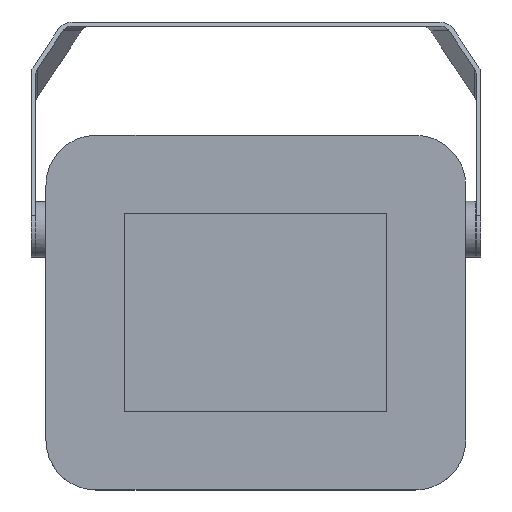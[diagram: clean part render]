
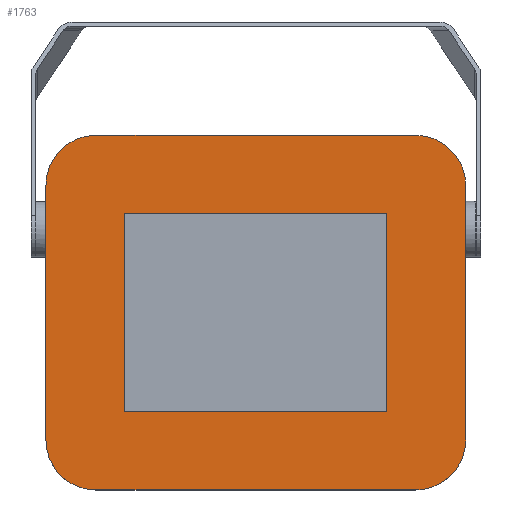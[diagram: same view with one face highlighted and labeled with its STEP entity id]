
A CAD part, top view. The second image highlights one B-rep face of the part: STEP entity #1763.
In plain terms, the highlighted planar face has unit normal (0, 0, 1).
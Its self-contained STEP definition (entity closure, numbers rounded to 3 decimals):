
#29 = AXIS2_PLACEMENT_3D ( 'NONE', #485, #99, #914 ) ;
#79 = VERTEX_POINT ( 'NONE', #519 ) ;
#99 = DIRECTION ( 'NONE',  ( 0., 0., 1. ) ) ;
#127 = DIRECTION ( 'NONE',  ( 0., 1., 0. ) ) ;
#169 = CARTESIAN_POINT ( 'NONE',  ( -297.759, -29.715, 148.765 ) ) ;
#178 = DIRECTION ( 'NONE',  ( 1., 0., 0. ) ) ;
#219 = DIRECTION ( 'NONE',  ( 1., 0., 0. ) ) ;
#242 = VERTEX_POINT ( 'NONE', #2496 ) ;
#281 = DIRECTION ( 'NONE',  ( 0., 0., 1. ) ) ;
#337 = LINE ( 'NONE', #990, #2679 ) ;
#353 = ORIENTED_EDGE ( 'NONE', *, *, #1545, .T. ) ;
#386 = LINE ( 'NONE', #2044, #1554 ) ;
#392 = ORIENTED_EDGE ( 'NONE', *, *, #2457, .T. ) ;
#398 = CARTESIAN_POINT ( 'NONE',  ( -205.259, -42.215, 148.765 ) ) ;
#399 = EDGE_CURVE ( 'NONE', #1822, #2269, #1596, .T. ) ;
#409 = DIRECTION ( 'NONE',  ( 0., 0., 1. ) ) ;
#418 = VECTOR ( 'NONE', #472, 1000. ) ;
#472 = DIRECTION ( 'NONE',  ( -1., 0., 0. ) ) ;
#485 = CARTESIAN_POINT ( 'NONE',  ( -217.759, 33.985, 148.765 ) ) ;
#519 = CARTESIAN_POINT ( 'NONE',  ( -217.759, -42.215, 148.765 ) ) ;
#557 = FACE_OUTER_BOUND ( 'NONE', #1325, .T. ) ;
#660 = EDGE_CURVE ( 'NONE', #2269, #2451, #2562, .T. ) ;
#681 = VECTOR ( 'NONE', #1354, 1000. ) ;
#736 = LINE ( 'NONE', #1395, #1456 ) ;
#764 = CARTESIAN_POINT ( 'NONE',  ( -205.259, -29.715, 148.765 ) ) ;
#781 = VERTEX_POINT ( 'NONE', #2027 ) ;
#795 = LINE ( 'NONE', #1620, #1133 ) ;
#819 = CARTESIAN_POINT ( 'NONE',  ( -310.259, 33.985, 148.765 ) ) ;
#846 = CARTESIAN_POINT ( 'NONE',  ( -290.559, 26.935, 148.765 ) ) ;
#906 = VERTEX_POINT ( 'NONE', #846 ) ;
#907 = EDGE_LOOP ( 'NONE', ( #1645, #1254, #1753, #1924 ) ) ;
#914 = DIRECTION ( 'NONE',  ( 1., 0., 0. ) ) ;
#961 = CARTESIAN_POINT ( 'NONE',  ( -290.559, -22.665, 148.765 ) ) ;
#969 = EDGE_CURVE ( 'NONE', #2451, #2000, #2129, .T. ) ;
#971 = VECTOR ( 'NONE', #219, 1000. ) ;
#990 = CARTESIAN_POINT ( 'NONE',  ( -290.559, -22.665, 148.765 ) ) ;
#1011 = LINE ( 'NONE', #1685, #2072 ) ;
#1051 = AXIS2_PLACEMENT_3D ( 'NONE', #1991, #1783, #2607 ) ;
#1069 = ORIENTED_EDGE ( 'NONE', *, *, #399, .T. ) ;
#1103 = DIRECTION ( 'NONE',  ( 1., 0., 0. ) ) ;
#1133 = VECTOR ( 'NONE', #2246, 1000. ) ;
#1140 = PLANE ( 'NONE',  #1051 ) ;
#1171 = LINE ( 'NONE', #2621, #681 ) ;
#1216 = DIRECTION ( 'NONE',  ( 0., 1., 0. ) ) ;
#1239 = CARTESIAN_POINT ( 'NONE',  ( -297.759, 33.985, 148.765 ) ) ;
#1254 = ORIENTED_EDGE ( 'NONE', *, *, #1472, .T. ) ;
#1313 = CARTESIAN_POINT ( 'NONE',  ( -217.759, 46.485, 148.765 ) ) ;
#1324 = AXIS2_PLACEMENT_3D ( 'NONE', #1332, #281, #1103 ) ;
#1325 = EDGE_LOOP ( 'NONE', ( #392, #1069, #2081, #1483, #1689, #1984, #353, #1643 ) ) ;
#1332 = CARTESIAN_POINT ( 'NONE',  ( -217.759, -29.715, 148.765 ) ) ;
#1354 = DIRECTION ( 'NONE',  ( 0., -1., 0. ) ) ;
#1395 = CARTESIAN_POINT ( 'NONE',  ( -205.259, -42.215, 148.765 ) ) ;
#1456 = VECTOR ( 'NONE', #127, 1000. ) ;
#1472 = EDGE_CURVE ( 'NONE', #2421, #906, #337, .T. ) ;
#1478 = LINE ( 'NONE', #398, #971 ) ;
#1483 = ORIENTED_EDGE ( 'NONE', *, *, #969, .T. ) ;
#1485 = EDGE_CURVE ( 'NONE', #2384, #242, #2282, .T. ) ;
#1528 = CARTESIAN_POINT ( 'NONE',  ( -205.259, 46.485, 148.765 ) ) ;
#1545 = EDGE_CURVE ( 'NONE', #242, #79, #1478, .T. ) ;
#1554 = VECTOR ( 'NONE', #1661, 1000. ) ;
#1596 = CIRCLE ( 'NONE', #29, 12.5 ) ;
#1609 = CARTESIAN_POINT ( 'NONE',  ( -297.759, 46.485, 148.765 ) ) ;
#1620 = CARTESIAN_POINT ( 'NONE',  ( -290.559, 26.935, 148.765 ) ) ;
#1628 = EDGE_CURVE ( 'NONE', #79, #2278, #1751, .T. ) ;
#1643 = ORIENTED_EDGE ( 'NONE', *, *, #1628, .T. ) ;
#1645 = ORIENTED_EDGE ( 'NONE', *, *, #2173, .F. ) ;
#1661 = DIRECTION ( 'NONE',  ( 1., 0., 0. ) ) ;
#1685 = CARTESIAN_POINT ( 'NONE',  ( -224.959, -22.665, 148.765 ) ) ;
#1689 = ORIENTED_EDGE ( 'NONE', *, *, #2430, .T. ) ;
#1751 = CIRCLE ( 'NONE', #1324, 12.5 ) ;
#1753 = ORIENTED_EDGE ( 'NONE', *, *, #1811, .T. ) ;
#1763 = ADVANCED_FACE ( 'NONE', ( #557, #2228 ), #1140, .T. ) ;
#1783 = DIRECTION ( 'NONE',  ( 0., 0., 1. ) ) ;
#1811 = EDGE_CURVE ( 'NONE', #906, #781, #795, .T. ) ;
#1822 = VERTEX_POINT ( 'NONE', #2468 ) ;
#1906 = AXIS2_PLACEMENT_3D ( 'NONE', #1239, #409, #178 ) ;
#1924 = ORIENTED_EDGE ( 'NONE', *, *, #2591, .F. ) ;
#1984 = ORIENTED_EDGE ( 'NONE', *, *, #1485, .T. ) ;
#1991 = CARTESIAN_POINT ( 'NONE',  ( -257.759, 2.135, 148.765 ) ) ;
#2000 = VERTEX_POINT ( 'NONE', #819 ) ;
#2027 = CARTESIAN_POINT ( 'NONE',  ( -224.959, 26.935, 148.765 ) ) ;
#2034 = DIRECTION ( 'NONE',  ( 0., 1., 0. ) ) ;
#2044 = CARTESIAN_POINT ( 'NONE',  ( -290.559, -22.665, 148.765 ) ) ;
#2072 = VECTOR ( 'NONE', #1216, 1000. ) ;
#2081 = ORIENTED_EDGE ( 'NONE', *, *, #660, .T. ) ;
#2111 = AXIS2_PLACEMENT_3D ( 'NONE', #169, #2219, #2675 ) ;
#2129 = CIRCLE ( 'NONE', #1906, 12.5 ) ;
#2173 = EDGE_CURVE ( 'NONE', #2421, #2704, #386, .T. ) ;
#2219 = DIRECTION ( 'NONE',  ( 0., 0., 1. ) ) ;
#2224 = CARTESIAN_POINT ( 'NONE',  ( -224.959, -22.665, 148.765 ) ) ;
#2228 = FACE_BOUND ( 'NONE', #907, .T. ) ;
#2246 = DIRECTION ( 'NONE',  ( 1., 0., 0. ) ) ;
#2269 = VERTEX_POINT ( 'NONE', #1313 ) ;
#2278 = VERTEX_POINT ( 'NONE', #764 ) ;
#2282 = CIRCLE ( 'NONE', #2111, 12.5 ) ;
#2323 = CARTESIAN_POINT ( 'NONE',  ( -310.259, -29.715, 148.765 ) ) ;
#2384 = VERTEX_POINT ( 'NONE', #2323 ) ;
#2421 = VERTEX_POINT ( 'NONE', #961 ) ;
#2430 = EDGE_CURVE ( 'NONE', #2000, #2384, #1171, .T. ) ;
#2451 = VERTEX_POINT ( 'NONE', #1609 ) ;
#2457 = EDGE_CURVE ( 'NONE', #2278, #1822, #736, .T. ) ;
#2468 = CARTESIAN_POINT ( 'NONE',  ( -205.259, 33.985, 148.765 ) ) ;
#2496 = CARTESIAN_POINT ( 'NONE',  ( -297.759, -42.215, 148.765 ) ) ;
#2562 = LINE ( 'NONE', #1528, #418 ) ;
#2591 = EDGE_CURVE ( 'NONE', #2704, #781, #1011, .T. ) ;
#2607 = DIRECTION ( 'NONE',  ( 1., 0., 0. ) ) ;
#2621 = CARTESIAN_POINT ( 'NONE',  ( -310.259, -42.215, 148.765 ) ) ;
#2675 = DIRECTION ( 'NONE',  ( 1., 0., 0. ) ) ;
#2679 = VECTOR ( 'NONE', #2034, 1000. ) ;
#2704 = VERTEX_POINT ( 'NONE', #2224 ) ;
